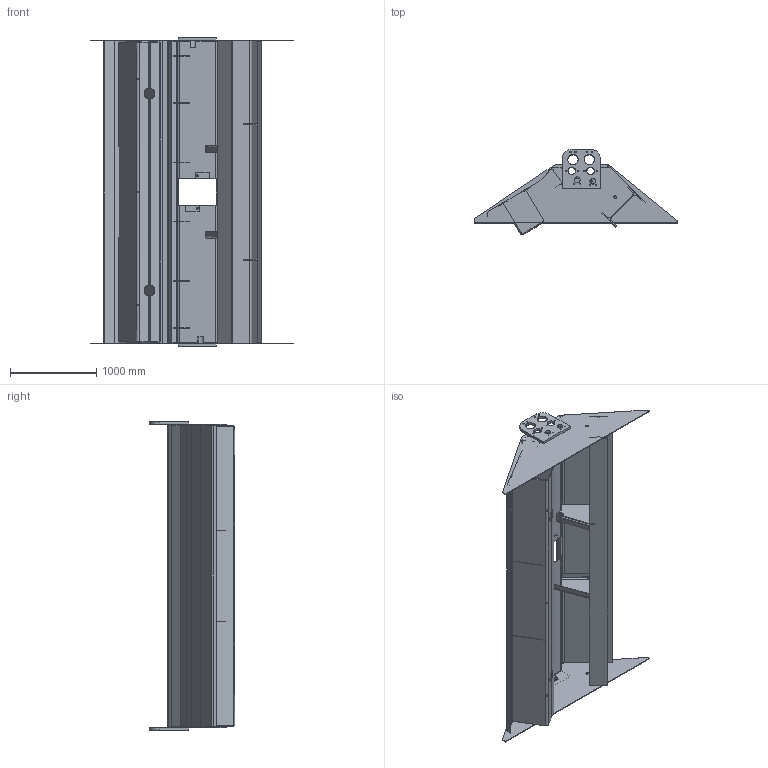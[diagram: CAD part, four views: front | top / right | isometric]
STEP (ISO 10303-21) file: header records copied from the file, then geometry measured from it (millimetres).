
FILE_DESCRIPTION(('FreeCAD Model'),'2;1');
FILE_NAME('Open CASCADE Shape Model','2025-05-09T04:19:33',('FreeCAD'),( 'FreeCAD'),'Open CASCADE STEP processor 7.6','FreeCAD','Unknown');
FILE_SCHEMA(('AUTOMOTIVE_DESIGN { 1 0 10303 214 1 1 1 1 }'));
Length unit declared in the file: millimetre
Products named in the file (1): Open CASCADE STEP translator 7.6 1
Bounding box: 2360.75 x 986.75 x 3577.6 mm (x, y, z)
Volume: 186995548 mm3; surface area: 40950645 mm2
Topology: 33 solids, 33 shells, 679 faces, 1707 edges, 1086 vertices
Faces by surface type: bspline 679
Entity records: 22993 total; most frequent: CARTESIAN_POINT 12723, ORIENTED_EDGE 3414, EDGE_CURVE 1707, B_SPLINE_CURVE_WITH_KNOTS 1237, VERTEX_POINT 1086, FACE_BOUND 831, EDGE_LOOP 831, ADVANCED_FACE 679
